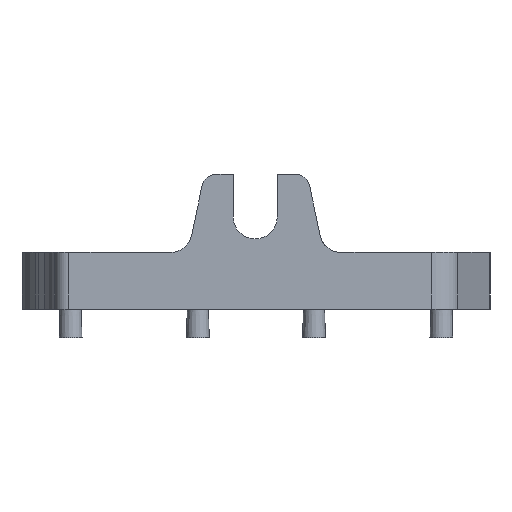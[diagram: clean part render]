
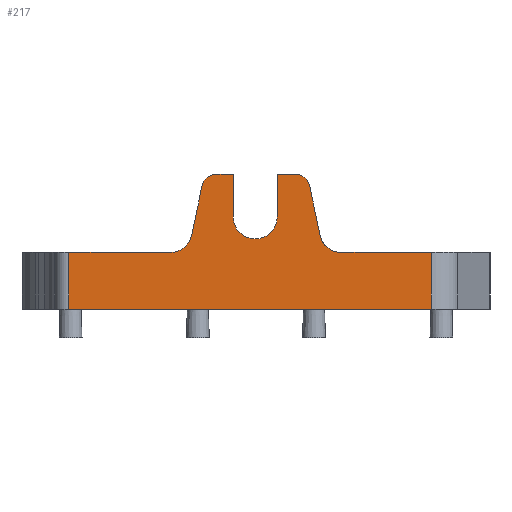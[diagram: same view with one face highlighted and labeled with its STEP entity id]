
A CAD part, front view. The second image highlights one B-rep face of the part: STEP entity #217.
In plain terms, the highlighted planar face has unit normal (0, -1, 0).
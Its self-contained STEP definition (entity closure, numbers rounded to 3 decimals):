
#13 = ORIENTED_EDGE ( 'NONE', *, *, #1473, .T. ) ;
#48 = LINE ( 'NONE', #182, #1534 ) ;
#56 = VERTEX_POINT ( 'NONE', #1452 ) ;
#60 = VERTEX_POINT ( 'NONE', #65 ) ;
#65 = CARTESIAN_POINT ( 'NONE',  ( 2.693, -15., 9.5 ) ) ;
#101 = AXIS2_PLACEMENT_3D ( 'NONE', #1208, #1516, #523 ) ;
#102 = ORIENTED_EDGE ( 'NONE', *, *, #758, .T. ) ;
#113 = AXIS2_PLACEMENT_3D ( 'NONE', #327, #323, #339 ) ;
#122 = ORIENTED_EDGE ( 'NONE', *, *, #667, .T. ) ;
#132 = VECTOR ( 'NONE', #690, 1000. ) ;
#163 = DIRECTION ( 'NONE',  ( -1., 0., 0. ) ) ;
#178 = ORIENTED_EDGE ( 'NONE', *, *, #847, .T. ) ;
#181 = EDGE_LOOP ( 'NONE', ( #178, #1624, #470, #102, #725, #1818, #122, #183, #1598, #1532, #13, #876, #896, #1152, #1025, #1814 ) ) ;
#182 = CARTESIAN_POINT ( 'NONE',  ( -4.621, -15., 9.5 ) ) ;
#183 = ORIENTED_EDGE ( 'NONE', *, *, #1374, .T. ) ;
#207 = VERTEX_POINT ( 'NONE', #668 ) ;
#209 = DIRECTION ( 'NONE',  ( 0., 0., -1. ) ) ;
#217 = ADVANCED_FACE ( 'NONE', ( #1517 ), #664, .F. ) ;
#243 = CARTESIAN_POINT ( 'NONE',  ( -1.721, -15., 9.5 ) ) ;
#251 = EDGE_CURVE ( 'NONE', #1309, #60, #1773, .T. ) ;
#255 = VERTEX_POINT ( 'NONE', #1016 ) ;
#276 = AXIS2_PLACEMENT_3D ( 'NONE', #1406, #1399, #1395 ) ;
#282 = DIRECTION ( 'NONE',  ( -1., 0., 0. ) ) ;
#303 = LINE ( 'NONE', #500, #1765 ) ;
#307 = VECTOR ( 'NONE', #1436, 1000. ) ;
#318 = EDGE_CURVE ( 'NONE', #1807, #469, #1064, .T. ) ;
#323 = DIRECTION ( 'NONE',  ( 0., 1., 0. ) ) ;
#327 = CARTESIAN_POINT ( 'NONE',  ( -0.171, -15., 6.5 ) ) ;
#338 = CARTESIAN_POINT ( 'NONE',  ( 12.253, -15., 0. ) ) ;
#339 = DIRECTION ( 'NONE',  ( -1., 0., 0. ) ) ;
#365 = VERTEX_POINT ( 'NONE', #1465 ) ;
#372 = EDGE_CURVE ( 'NONE', #542, #1807, #971, .T. ) ;
#391 = EDGE_CURVE ( 'NONE', #637, #1525, #1302, .T. ) ;
#425 = VERTEX_POINT ( 'NONE', #592 ) ;
#454 = DIRECTION ( 'NONE',  ( 0., 1., 0. ) ) ;
#469 = VERTEX_POINT ( 'NONE', #842 ) ;
#470 = ORIENTED_EDGE ( 'NONE', *, *, #1664, .T. ) ;
#475 = VECTOR ( 'NONE', #1717, 1000. ) ;
#476 = EDGE_CURVE ( 'NONE', #60, #591, #48, .T. ) ;
#483 = CARTESIAN_POINT ( 'NONE',  ( -4.653, -15., 5.191 ) ) ;
#484 = CARTESIAN_POINT ( 'NONE',  ( -4.175, -15., 7.459 ) ) ;
#488 = DIRECTION ( 'NONE',  ( 0., 0., -1. ) ) ;
#500 = CARTESIAN_POINT ( 'NONE',  ( 12.253, -15., 4. ) ) ;
#505 = CIRCLE ( 'NONE', #276, 1.5 ) ;
#523 = DIRECTION ( 'NONE',  ( -1., 0., 0. ) ) ;
#534 = CARTESIAN_POINT ( 'NONE',  ( 4.985, -15., 2.47 ) ) ;
#542 = VERTEX_POINT ( 'NONE', #945 ) ;
#558 = VECTOR ( 'NONE', #864, 1000. ) ;
#578 = VECTOR ( 'NONE', #1462, 1000. ) ;
#591 = VERTEX_POINT ( 'NONE', #1334 ) ;
#592 = CARTESIAN_POINT ( 'NONE',  ( 12.253, -15., 4. ) ) ;
#595 = CARTESIAN_POINT ( 'NONE',  ( 12.253, -15., 4. ) ) ;
#596 = EDGE_CURVE ( 'NONE', #207, #729, #993, .T. ) ;
#602 = VECTOR ( 'NONE', #616, 1000. ) ;
#616 = DIRECTION ( 'NONE',  ( 1., 0., 0. ) ) ;
#627 = EDGE_CURVE ( 'NONE', #255, #425, #952, .T. ) ;
#637 = VERTEX_POINT ( 'NONE', #853 ) ;
#661 = LINE ( 'NONE', #863, #1423 ) ;
#664 = PLANE ( 'NONE',  #862 ) ;
#667 = EDGE_CURVE ( 'NONE', #255, #1526, #505, .T. ) ;
#668 = CARTESIAN_POINT ( 'NONE',  ( -13.31, -15., 4. ) ) ;
#678 = CARTESIAN_POINT ( 'NONE',  ( 12.253, -15., 4. ) ) ;
#690 = DIRECTION ( 'NONE',  ( -0.206, 0., -0.979 ) ) ;
#692 = VECTOR ( 'NONE', #1052, 1000. ) ;
#718 = LINE ( 'NONE', #1502, #307 ) ;
#725 = ORIENTED_EDGE ( 'NONE', *, *, #1673, .F. ) ;
#729 = VERTEX_POINT ( 'NONE', #1552 ) ;
#758 = EDGE_CURVE ( 'NONE', #365, #1199, #718, .T. ) ;
#801 = DIRECTION ( 'NONE',  ( 0., 1., 0. ) ) ;
#841 = CARTESIAN_POINT ( 'NONE',  ( -6.121, -15., 5.5 ) ) ;
#842 = CARTESIAN_POINT ( 'NONE',  ( -2.934, -15., 9.5 ) ) ;
#847 = EDGE_CURVE ( 'NONE', #1525, #729, #1337, .T. ) ;
#853 = CARTESIAN_POINT ( 'NONE',  ( -3.913, -15., 8.706 ) ) ;
#859 = CIRCLE ( 'NONE', #113, 1.55 ) ;
#862 = AXIS2_PLACEMENT_3D ( 'NONE', #678, #454, #873 ) ;
#863 = CARTESIAN_POINT ( 'NONE',  ( -13.31, -15., 4. ) ) ;
#864 = DIRECTION ( 'NONE',  ( 1., 0., 0. ) ) ;
#873 = DIRECTION ( 'NONE',  ( -1., 0., 0. ) ) ;
#876 = ORIENTED_EDGE ( 'NONE', *, *, #1175, .T. ) ;
#886 = CARTESIAN_POINT ( 'NONE',  ( 12.253, -15., 4. ) ) ;
#896 = ORIENTED_EDGE ( 'NONE', *, *, #372, .T. ) ;
#945 = CARTESIAN_POINT ( 'NONE',  ( -1.721, -15., 6.5 ) ) ;
#952 = LINE ( 'NONE', #886, #558 ) ;
#958 = CARTESIAN_POINT ( 'NONE',  ( 2.693, -15., 8.5 ) ) ;
#971 = LINE ( 'NONE', #1560, #578 ) ;
#993 = LINE ( 'NONE', #595, #602 ) ;
#999 = DIRECTION ( 'NONE',  ( 0., -1., 0. ) ) ;
#1016 = CARTESIAN_POINT ( 'NONE',  ( 5.879, -15., 4. ) ) ;
#1025 = ORIENTED_EDGE ( 'NONE', *, *, #1809, .T. ) ;
#1052 = DIRECTION ( 'NONE',  ( 0., 0., -1. ) ) ;
#1054 = DIRECTION ( 'NONE',  ( -1., 0., 0. ) ) ;
#1064 = LINE ( 'NONE', #1296, #1305 ) ;
#1152 = ORIENTED_EDGE ( 'NONE', *, *, #318, .T. ) ;
#1175 = EDGE_CURVE ( 'NONE', #56, #542, #859, .T. ) ;
#1199 = VERTEX_POINT ( 'NONE', #338 ) ;
#1208 = CARTESIAN_POINT ( 'NONE',  ( -2.934, -15., 8.5 ) ) ;
#1296 = CARTESIAN_POINT ( 'NONE',  ( -4.621, -15., 9.5 ) ) ;
#1302 = LINE ( 'NONE', #484, #132 ) ;
#1305 = VECTOR ( 'NONE', #282, 1000. ) ;
#1309 = VERTEX_POINT ( 'NONE', #1700 ) ;
#1334 = CARTESIAN_POINT ( 'NONE',  ( 1.379, -15., 9.5 ) ) ;
#1337 = CIRCLE ( 'NONE', #1788, 1.5 ) ;
#1374 = EDGE_CURVE ( 'NONE', #1526, #1309, #1573, .T. ) ;
#1395 = DIRECTION ( 'NONE',  ( -1., 0., 0. ) ) ;
#1399 = DIRECTION ( 'NONE',  ( 0., 1., 0. ) ) ;
#1406 = CARTESIAN_POINT ( 'NONE',  ( 5.879, -15., 5.5 ) ) ;
#1422 = AXIS2_PLACEMENT_3D ( 'NONE', #958, #999, #1054 ) ;
#1423 = VECTOR ( 'NONE', #488, 1000. ) ;
#1436 = DIRECTION ( 'NONE',  ( 1., 0., 0. ) ) ;
#1452 = CARTESIAN_POINT ( 'NONE',  ( 1.379, -15., 6.5 ) ) ;
#1462 = DIRECTION ( 'NONE',  ( 0., 0., 1. ) ) ;
#1465 = CARTESIAN_POINT ( 'NONE',  ( -13.31, -15., 0. ) ) ;
#1469 = CARTESIAN_POINT ( 'NONE',  ( 1.379, -15., 4. ) ) ;
#1473 = EDGE_CURVE ( 'NONE', #591, #56, #1783, .T. ) ;
#1483 = CARTESIAN_POINT ( 'NONE',  ( 4.412, -15., 5.191 ) ) ;
#1485 = CIRCLE ( 'NONE', #101, 1. ) ;
#1502 = CARTESIAN_POINT ( 'NONE',  ( 12.253, -15., 0. ) ) ;
#1516 = DIRECTION ( 'NONE',  ( 0., -1., 0. ) ) ;
#1517 = FACE_OUTER_BOUND ( 'NONE', #181, .T. ) ;
#1525 = VERTEX_POINT ( 'NONE', #483 ) ;
#1526 = VERTEX_POINT ( 'NONE', #1483 ) ;
#1532 = ORIENTED_EDGE ( 'NONE', *, *, #476, .T. ) ;
#1534 = VECTOR ( 'NONE', #163, 1000. ) ;
#1552 = CARTESIAN_POINT ( 'NONE',  ( -6.121, -15., 4. ) ) ;
#1560 = CARTESIAN_POINT ( 'NONE',  ( -1.721, -15., 4. ) ) ;
#1573 = LINE ( 'NONE', #534, #475 ) ;
#1598 = ORIENTED_EDGE ( 'NONE', *, *, #251, .T. ) ;
#1624 = ORIENTED_EDGE ( 'NONE', *, *, #596, .F. ) ;
#1664 = EDGE_CURVE ( 'NONE', #207, #365, #661, .T. ) ;
#1673 = EDGE_CURVE ( 'NONE', #425, #1199, #303, .T. ) ;
#1700 = CARTESIAN_POINT ( 'NONE',  ( 3.672, -15., 8.706 ) ) ;
#1717 = DIRECTION ( 'NONE',  ( -0.206, 0., 0.979 ) ) ;
#1765 = VECTOR ( 'NONE', #209, 1000. ) ;
#1773 = CIRCLE ( 'NONE', #1422, 1. ) ;
#1781 = DIRECTION ( 'NONE',  ( 1., 0., 0. ) ) ;
#1783 = LINE ( 'NONE', #1469, #692 ) ;
#1788 = AXIS2_PLACEMENT_3D ( 'NONE', #841, #801, #1781 ) ;
#1807 = VERTEX_POINT ( 'NONE', #243 ) ;
#1809 = EDGE_CURVE ( 'NONE', #469, #637, #1485, .T. ) ;
#1814 = ORIENTED_EDGE ( 'NONE', *, *, #391, .T. ) ;
#1818 = ORIENTED_EDGE ( 'NONE', *, *, #627, .F. ) ;
